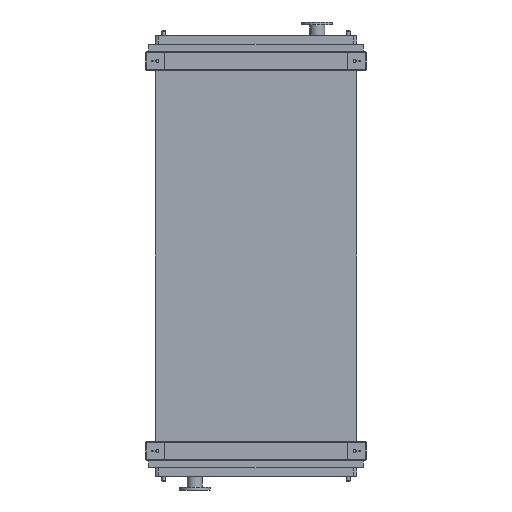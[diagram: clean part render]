
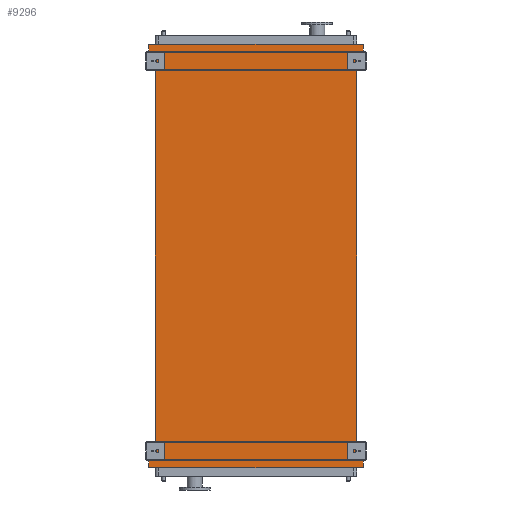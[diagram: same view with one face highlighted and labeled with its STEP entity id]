
A CAD part, front view. The second image highlights one B-rep face of the part: STEP entity #9296.
In plain terms, the highlighted planar face has unit normal (0, -1, 0).
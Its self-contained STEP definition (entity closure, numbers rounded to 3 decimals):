
#92 = CARTESIAN_POINT ( 'NONE',  ( 771., 0., 95. ) ) ;
#536 = LINE ( 'NONE', #22848, #9884 ) ;
#602 = CARTESIAN_POINT ( 'NONE',  ( 771., 0., 53. ) ) ;
#1096 = VERTEX_POINT ( 'NONE', #24057 ) ;
#1509 = ORIENTED_EDGE ( 'NONE', *, *, #18253, .F. ) ;
#1698 = DIRECTION ( 'NONE',  ( 0., 0., 1. ) ) ;
#1892 = CARTESIAN_POINT ( 'NONE',  ( 725., 0., -2850. ) ) ;
#2072 = VERTEX_POINT ( 'NONE', #9364 ) ;
#2866 = CARTESIAN_POINT ( 'NONE',  ( -771., 0., 95. ) ) ;
#3175 = DIRECTION ( 'NONE',  ( 0., 0., 1. ) ) ;
#3767 = CARTESIAN_POINT ( 'NONE',  ( -725., 0., -2850. ) ) ;
#4011 = VERTEX_POINT ( 'NONE', #9545 ) ;
#4453 = LINE ( 'NONE', #3767, #23784 ) ;
#4956 = VERTEX_POINT ( 'NONE', #14541 ) ;
#5548 = LINE ( 'NONE', #22280, #14401 ) ;
#6132 = LINE ( 'NONE', #23736, #10472 ) ;
#6700 = VECTOR ( 'NONE', #24266, 1000. ) ;
#6867 = CARTESIAN_POINT ( 'NONE',  ( 771., 0., 53. ) ) ;
#7580 = LINE ( 'NONE', #19353, #22197 ) ;
#8261 = ORIENTED_EDGE ( 'NONE', *, *, #18477, .F. ) ;
#8401 = DIRECTION ( 'NONE',  ( 0., 0., -1. ) ) ;
#8405 = DIRECTION ( 'NONE',  ( 0., -1., 0. ) ) ;
#8427 = CARTESIAN_POINT ( 'NONE',  ( -725., 0., -2850. ) ) ;
#8517 = PLANE ( 'NONE',  #16126 ) ;
#9296 = ADVANCED_FACE ( 'NONE', ( #18223 ), #8517, .T. ) ;
#9304 = LINE ( 'NONE', #22306, #19017 ) ;
#9364 = CARTESIAN_POINT ( 'NONE',  ( -771., 0., -2945. ) ) ;
#9506 = ORIENTED_EDGE ( 'NONE', *, *, #18653, .F. ) ;
#9545 = CARTESIAN_POINT ( 'NONE',  ( -725., 0., -2850. ) ) ;
#9884 = VECTOR ( 'NONE', #22816, 1000. ) ;
#9940 = VERTEX_POINT ( 'NONE', #18227 ) ;
#10181 = VECTOR ( 'NONE', #16890, 1000. ) ;
#10472 = VECTOR ( 'NONE', #23248, 1000. ) ;
#10761 = VECTOR ( 'NONE', #17089, 1000. ) ;
#11441 = ORIENTED_EDGE ( 'NONE', *, *, #18330, .F. ) ;
#11500 = VERTEX_POINT ( 'NONE', #6867 ) ;
#12790 = CARTESIAN_POINT ( 'NONE',  ( 771., 0., -2945. ) ) ;
#12918 = ORIENTED_EDGE ( 'NONE', *, *, #18112, .T. ) ;
#12962 = VECTOR ( 'NONE', #15397, 1000. ) ;
#14401 = VECTOR ( 'NONE', #22259, 1000. ) ;
#14466 = ORIENTED_EDGE ( 'NONE', *, *, #18291, .F. ) ;
#14541 = CARTESIAN_POINT ( 'NONE',  ( -771., 0., 53. ) ) ;
#15397 = DIRECTION ( 'NONE',  ( 1., 0., 0. ) ) ;
#15577 = EDGE_CURVE ( 'NONE', #23933, #24280, #18177, .T. ) ;
#15579 = CARTESIAN_POINT ( 'NONE',  ( -771., 0., 95. ) ) ;
#15957 = LINE ( 'NONE', #18078, #10761 ) ;
#16126 = AXIS2_PLACEMENT_3D ( 'NONE', #8427, #8405, #8401 ) ;
#16572 = VECTOR ( 'NONE', #18231, 1000. ) ;
#16760 = ORIENTED_EDGE ( 'NONE', *, *, #18587, .F. ) ;
#16890 = DIRECTION ( 'NONE',  ( 0.655, 0., -0.755 ) ) ;
#17011 = EDGE_CURVE ( 'NONE', #4011, #9940, #4453, .T. ) ;
#17089 = DIRECTION ( 'NONE',  ( 0., 0., -1. ) ) ;
#17177 = CARTESIAN_POINT ( 'NONE',  ( 725., 0., -2850. ) ) ;
#17448 = VERTEX_POINT ( 'NONE', #20421 ) ;
#18078 = CARTESIAN_POINT ( 'NONE',  ( 771., 0., -2903. ) ) ;
#18098 = CARTESIAN_POINT ( 'NONE',  ( 771., 0., -2945. ) ) ;
#18112 = EDGE_CURVE ( 'NONE', #19113, #1096, #23506, .T. ) ;
#18177 = LINE ( 'NONE', #15579, #12962 ) ;
#18223 = FACE_OUTER_BOUND ( 'NONE', #22187, .T. ) ;
#18227 = CARTESIAN_POINT ( 'NONE',  ( -725., 0., 0. ) ) ;
#18231 = DIRECTION ( 'NONE',  ( -1., 0., 0. ) ) ;
#18253 = EDGE_CURVE ( 'NONE', #11500, #1096, #21929, .T. ) ;
#18291 = EDGE_CURVE ( 'NONE', #24280, #11500, #6132, .T. ) ;
#18330 = EDGE_CURVE ( 'NONE', #4956, #23933, #536, .T. ) ;
#18362 = EDGE_CURVE ( 'NONE', #9940, #4956, #5548, .T. ) ;
#18402 = EDGE_CURVE ( 'NONE', #17448, #4011, #9304, .T. ) ;
#18477 = EDGE_CURVE ( 'NONE', #2072, #17448, #7580, .T. ) ;
#18544 = EDGE_CURVE ( 'NONE', #20252, #2072, #21647, .T. ) ;
#18587 = EDGE_CURVE ( 'NONE', #23538, #20252, #15957, .T. ) ;
#18653 = EDGE_CURVE ( 'NONE', #19113, #23538, #20502, .T. ) ;
#18717 = VECTOR ( 'NONE', #1698, 1000. ) ;
#18773 = ORIENTED_EDGE ( 'NONE', *, *, #18402, .F. ) ;
#18934 = DIRECTION ( 'NONE',  ( 0., 0., 1. ) ) ;
#19017 = VECTOR ( 'NONE', #21820, 1000. ) ;
#19113 = VERTEX_POINT ( 'NONE', #23313 ) ;
#19353 = CARTESIAN_POINT ( 'NONE',  ( -771., 0., -2945. ) ) ;
#20252 = VERTEX_POINT ( 'NONE', #12790 ) ;
#20421 = CARTESIAN_POINT ( 'NONE',  ( -771., 0., -2903. ) ) ;
#20502 = LINE ( 'NONE', #17177, #10181 ) ;
#20883 = ORIENTED_EDGE ( 'NONE', *, *, #18362, .F. ) ;
#21597 = CARTESIAN_POINT ( 'NONE',  ( 771., 0., -2903. ) ) ;
#21647 = LINE ( 'NONE', #18098, #16572 ) ;
#21820 = DIRECTION ( 'NONE',  ( 0.655, 0., 0.755 ) ) ;
#21929 = LINE ( 'NONE', #602, #6700 ) ;
#22187 = EDGE_LOOP ( 'NONE', ( #12918, #1509, #14466, #23064, #11441, #20883, #24311, #18773, #8261, #22567, #16760, #9506 ) ) ;
#22197 = VECTOR ( 'NONE', #18934, 1000. ) ;
#22259 = DIRECTION ( 'NONE',  ( -0.655, 0., 0.755 ) ) ;
#22280 = CARTESIAN_POINT ( 'NONE',  ( -725., 0., 0. ) ) ;
#22306 = CARTESIAN_POINT ( 'NONE',  ( -771., 0., -2903. ) ) ;
#22567 = ORIENTED_EDGE ( 'NONE', *, *, #18544, .F. ) ;
#22816 = DIRECTION ( 'NONE',  ( 0., 0., 1. ) ) ;
#22848 = CARTESIAN_POINT ( 'NONE',  ( -771., 0., 53. ) ) ;
#23064 = ORIENTED_EDGE ( 'NONE', *, *, #15577, .F. ) ;
#23248 = DIRECTION ( 'NONE',  ( 0., 0., -1. ) ) ;
#23313 = CARTESIAN_POINT ( 'NONE',  ( 725., 0., -2850. ) ) ;
#23506 = LINE ( 'NONE', #1892, #18717 ) ;
#23538 = VERTEX_POINT ( 'NONE', #21597 ) ;
#23736 = CARTESIAN_POINT ( 'NONE',  ( 771., 0., 95. ) ) ;
#23784 = VECTOR ( 'NONE', #3175, 1000. ) ;
#23933 = VERTEX_POINT ( 'NONE', #2866 ) ;
#24057 = CARTESIAN_POINT ( 'NONE',  ( 725., 0., 0. ) ) ;
#24266 = DIRECTION ( 'NONE',  ( -0.655, 0., -0.755 ) ) ;
#24280 = VERTEX_POINT ( 'NONE', #92 ) ;
#24311 = ORIENTED_EDGE ( 'NONE', *, *, #17011, .F. ) ;
